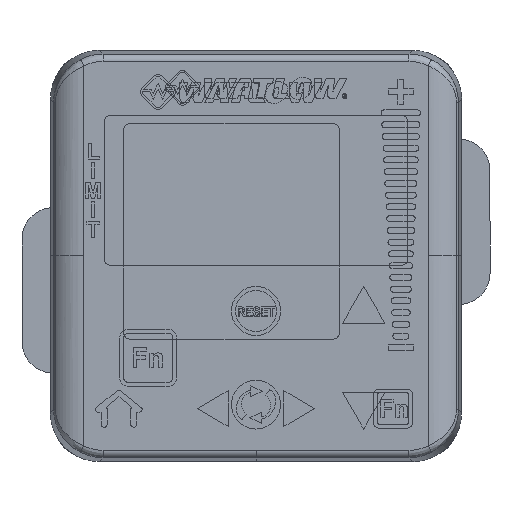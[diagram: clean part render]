
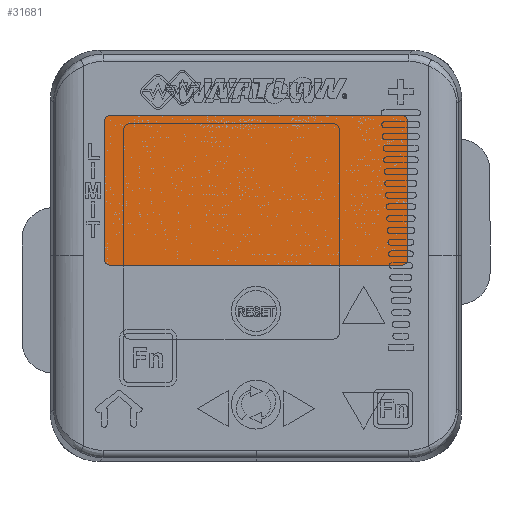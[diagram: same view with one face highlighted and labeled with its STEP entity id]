
A CAD part, top view. The second image highlights one B-rep face of the part: STEP entity #31681.
In plain terms, the highlighted planar face has unit normal (0, 0, 1).
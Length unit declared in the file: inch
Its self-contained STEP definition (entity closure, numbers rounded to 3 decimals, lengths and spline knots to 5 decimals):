
#5794 = PLANE ( 'NONE',  #175363 ) ;
#13756 = CARTESIAN_POINT ( 'NONE',  ( -0.745, 0.7175, 0. ) ) ;
#13833 = DIRECTION ( 'NONE',  ( 1., 0., 0. ) ) ;
#16682 = AXIS2_PLACEMENT_3D ( 'NONE', #45050, #182325, #13833 ) ;
#18838 = DIRECTION ( 'NONE',  ( 1., 0., 0. ) ) ;
#19347 = EDGE_CURVE ( 'NONE', #191774, #29933, #135799, .T. ) ;
#21505 = EDGE_CURVE ( 'NONE', #188894, #127076, #148758, .T. ) ;
#25956 = CARTESIAN_POINT ( 'NONE',  ( 0.775, 0.6875, 0. ) ) ;
#26349 = ORIENTED_EDGE ( 'NONE', *, *, #86718, .T. ) ;
#28549 = LINE ( 'NONE', #89238, #101216 ) ;
#29573 = VERTEX_POINT ( 'NONE', #160021 ) ;
#29767 = LINE ( 'NONE', #152947, #126270 ) ;
#29933 = VERTEX_POINT ( 'NONE', #42609 ) ;
#31681 = ADVANCED_FACE ( 'NONE', ( #110639 ), #5794, .T. ) ;
#36832 = CARTESIAN_POINT ( 'NONE',  ( -0.745, -0.0175, 0. ) ) ;
#42609 = CARTESIAN_POINT ( 'NONE',  ( -0.745, 0.7175, 0. ) ) ;
#42720 = DIRECTION ( 'NONE',  ( 0., 1., 0. ) ) ;
#45050 = CARTESIAN_POINT ( 'NONE',  ( 0.745, -0.0175, 0. ) ) ;
#48729 = ORIENTED_EDGE ( 'NONE', *, *, #125294, .T. ) ;
#49090 = DIRECTION ( 'NONE',  ( 0., 0., 1. ) ) ;
#50010 = CARTESIAN_POINT ( 'NONE',  ( -0.775, 0.6875, 0. ) ) ;
#51121 = EDGE_CURVE ( 'NONE', #85766, #191774, #161492, .T. ) ;
#56160 = LINE ( 'NONE', #175281, #119516 ) ;
#64096 = DIRECTION ( 'NONE',  ( 1., 0., 0. ) ) ;
#66687 = VERTEX_POINT ( 'NONE', #50010 ) ;
#68057 = EDGE_LOOP ( 'NONE', ( #173817, #48729, #116426, #152538, #85082, #26349, #82334, #132239 ) ) ;
#82334 = ORIENTED_EDGE ( 'NONE', *, *, #90329, .T. ) ;
#85082 = ORIENTED_EDGE ( 'NONE', *, *, #115960, .T. ) ;
#85766 = VERTEX_POINT ( 'NONE', #25956 ) ;
#86718 = EDGE_CURVE ( 'NONE', #66687, #155500, #56160, .T. ) ;
#89238 = CARTESIAN_POINT ( 'NONE',  ( 0.775, 0.6875, 0. ) ) ;
#90329 = EDGE_CURVE ( 'NONE', #155500, #29573, #162260, .T. ) ;
#93543 = CARTESIAN_POINT ( 'NONE',  ( -0.745, 0.6875, 0. ) ) ;
#97970 = CARTESIAN_POINT ( 'NONE',  ( 0.745, 0.6875, 0. ) ) ;
#101026 = AXIS2_PLACEMENT_3D ( 'NONE', #36832, #191249, #190251 ) ;
#101216 = VECTOR ( 'NONE', #42720, 39.37008 ) ;
#104543 = DIRECTION ( 'NONE',  ( -1., 0., 0. ) ) ;
#105852 = CARTESIAN_POINT ( 'NONE',  ( 0.745, -0.0475, 0. ) ) ;
#108584 = DIRECTION ( 'NONE',  ( 0., 0., 1. ) ) ;
#110639 = FACE_OUTER_BOUND ( 'NONE', #68057, .T. ) ;
#111074 = DIRECTION ( 'NONE',  ( 0., 0., 1. ) ) ;
#113064 = AXIS2_PLACEMENT_3D ( 'NONE', #97970, #111074, #113080 ) ;
#113080 = DIRECTION ( 'NONE',  ( 1., 0., 0. ) ) ;
#113840 = CARTESIAN_POINT ( 'NONE',  ( 0.775, -0.0175, 0. ) ) ;
#115960 = EDGE_CURVE ( 'NONE', #29933, #66687, #185449, .T. ) ;
#116426 = ORIENTED_EDGE ( 'NONE', *, *, #51121, .T. ) ;
#117766 = DIRECTION ( 'NONE',  ( 0., -1., 0. ) ) ;
#119516 = VECTOR ( 'NONE', #117766, 39.37008 ) ;
#120917 = AXIS2_PLACEMENT_3D ( 'NONE', #93543, #108584, #122745 ) ;
#122745 = DIRECTION ( 'NONE',  ( 1., 0., 0. ) ) ;
#125294 = EDGE_CURVE ( 'NONE', #127076, #85766, #28549, .T. ) ;
#126270 = VECTOR ( 'NONE', #64096, 39.37008 ) ;
#127076 = VERTEX_POINT ( 'NONE', #113840 ) ;
#128104 = CARTESIAN_POINT ( 'NONE',  ( -0.775, -0.0175, 0. ) ) ;
#132239 = ORIENTED_EDGE ( 'NONE', *, *, #173513, .T. ) ;
#135799 = LINE ( 'NONE', #13756, #198466 ) ;
#148758 = CIRCLE ( 'NONE', #16682, 0.03 ) ;
#152538 = ORIENTED_EDGE ( 'NONE', *, *, #19347, .T. ) ;
#152947 = CARTESIAN_POINT ( 'NONE',  ( -0.745, -0.0475, 0. ) ) ;
#154824 = CARTESIAN_POINT ( 'NONE',  ( 0.745, 0.7175, 0. ) ) ;
#155500 = VERTEX_POINT ( 'NONE', #128104 ) ;
#160021 = CARTESIAN_POINT ( 'NONE',  ( -0.745, -0.0475, 0. ) ) ;
#161492 = CIRCLE ( 'NONE', #113064, 0.03 ) ;
#162260 = CIRCLE ( 'NONE', #101026, 0.03 ) ;
#173513 = EDGE_CURVE ( 'NONE', #29573, #188894, #29767, .T. ) ;
#173817 = ORIENTED_EDGE ( 'NONE', *, *, #21505, .T. ) ;
#175281 = CARTESIAN_POINT ( 'NONE',  ( -0.775, 0.6875, 0. ) ) ;
#175363 = AXIS2_PLACEMENT_3D ( 'NONE', #187392, #49090, #18838 ) ;
#182325 = DIRECTION ( 'NONE',  ( 0., 0., 1. ) ) ;
#185449 = CIRCLE ( 'NONE', #120917, 0.03 ) ;
#187392 = CARTESIAN_POINT ( 'NONE',  ( 0.745, -0.0175, 0. ) ) ;
#188894 = VERTEX_POINT ( 'NONE', #105852 ) ;
#190251 = DIRECTION ( 'NONE',  ( 1., 0., 0. ) ) ;
#191249 = DIRECTION ( 'NONE',  ( 0., 0., 1. ) ) ;
#191774 = VERTEX_POINT ( 'NONE', #154824 ) ;
#198466 = VECTOR ( 'NONE', #104543, 39.37008 ) ;
